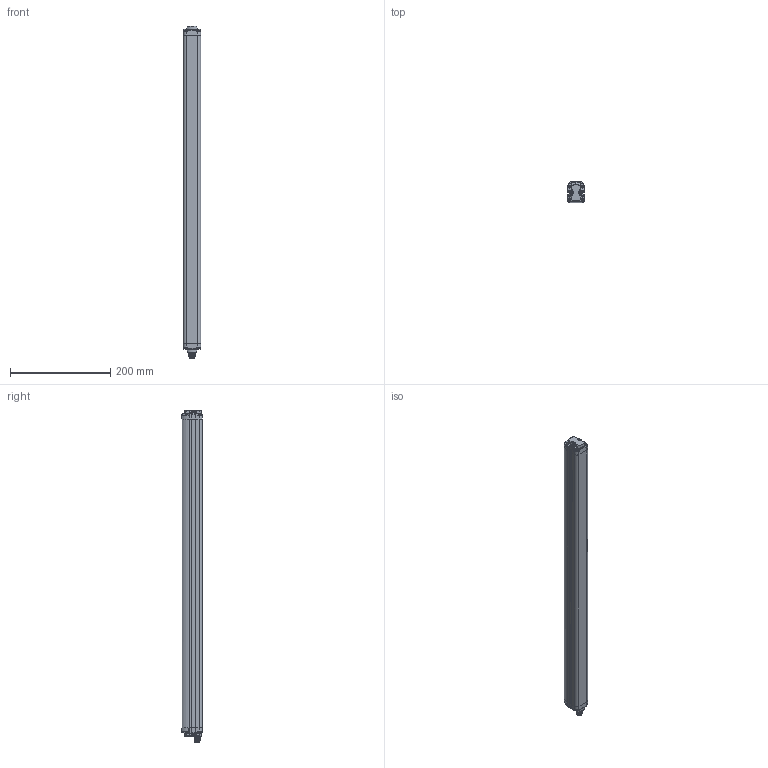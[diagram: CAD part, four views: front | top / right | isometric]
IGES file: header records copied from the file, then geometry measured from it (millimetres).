
Global section: file name: DSD-0352.igs; preprocessor: I-DEAS 3D IGES Translator 13; date: 20100803.174000; units: millimetre
Bounding box: 35 x 40.94 x 662 mm (x, y, z)
Volume: 791470.7 mm3; surface area: 168068.7 mm2
Topology: 13 solids, 13 shells, 1865 faces, 6156 edges, 4791 vertices
Faces by surface type: bspline 1865
